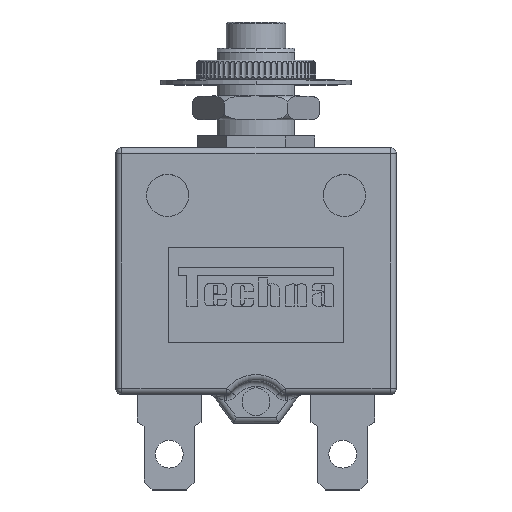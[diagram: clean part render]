
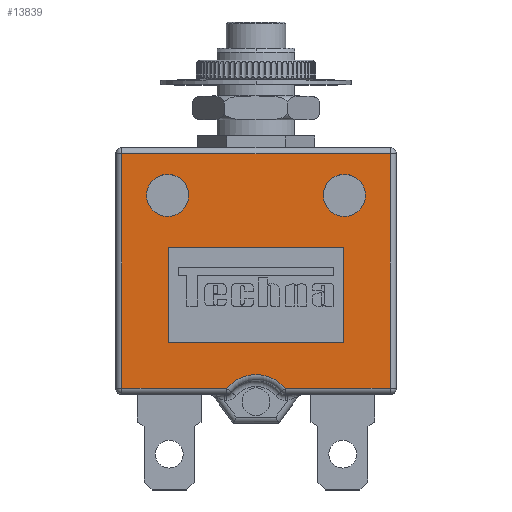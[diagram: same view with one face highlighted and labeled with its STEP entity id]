
A CAD part, top view. The second image highlights one B-rep face of the part: STEP entity #13839.
In plain terms, the highlighted planar face has unit normal (0, 0, 1).
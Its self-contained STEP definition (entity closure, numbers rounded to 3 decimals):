
#133 = DIRECTION ( 'NONE',  ( 0., 0., -1. ) ) ;
#144 = ORIENTED_EDGE ( 'NONE', *, *, #24525, .T. ) ;
#1464 = VERTEX_POINT ( 'NONE', #53286 ) ;
#1480 = CARTESIAN_POINT ( 'NONE',  ( 16.86, 15.5, 7.25 ) ) ;
#2840 = EDGE_CURVE ( 'NONE', #41027, #11043, #25667, .T. ) ;
#3672 = EDGE_CURVE ( 'NONE', #55280, #49706, #43001, .T. ) ;
#4540 = CIRCLE ( 'NONE', #16012, 2.65 ) ;
#4621 = DIRECTION ( 'NONE',  ( 1., 0., 0. ) ) ;
#4816 = LINE ( 'NONE', #41364, #21544 ) ;
#4943 = EDGE_CURVE ( 'NONE', #11043, #41027, #18831, .T. ) ;
#5235 = FACE_BOUND ( 'NONE', #36056, .T. ) ;
#5322 = DIRECTION ( 'NONE',  ( 1., 0., 0. ) ) ;
#5358 = EDGE_CURVE ( 'NONE', #50947, #49766, #58190, .T. ) ;
#6273 = CARTESIAN_POINT ( 'NONE',  ( -17.61, -14.75, 7.25 ) ) ;
#6753 = VERTEX_POINT ( 'NONE', #46839 ) ;
#8534 = ORIENTED_EDGE ( 'NONE', *, *, #47914, .F. ) ;
#8618 = DIRECTION ( 'NONE',  ( 1., 0., 0. ) ) ;
#9884 = DIRECTION ( 'NONE',  ( 1., 0., 0. ) ) ;
#9889 = DIRECTION ( 'NONE',  ( 0., 1., 0. ) ) ;
#9960 = CARTESIAN_POINT ( 'NONE',  ( -8.46, 9.5, 7.25 ) ) ;
#11043 = VERTEX_POINT ( 'NONE', #48575 ) ;
#13390 = CARTESIAN_POINT ( 'NONE',  ( 11., 3., 7.25 ) ) ;
#13668 = CARTESIAN_POINT ( 'NONE',  ( -17.61, 3., 7.25 ) ) ;
#13839 = ADVANCED_FACE ( 'NONE', ( #14224, #36413, #5235, #54695 ), #58605, .T. ) ;
#14006 = DIRECTION ( 'NONE',  ( 0., 0., -1. ) ) ;
#14171 = CARTESIAN_POINT ( 'NONE',  ( -16.86, 14.75, 7.25 ) ) ;
#14224 = FACE_OUTER_BOUND ( 'NONE', #45781, .T. ) ;
#14912 = ORIENTED_EDGE ( 'NONE', *, *, #26901, .T. ) ;
#14951 = LINE ( 'NONE', #6273, #56797 ) ;
#15533 = ORIENTED_EDGE ( 'NONE', *, *, #2840, .T. ) ;
#15569 = VERTEX_POINT ( 'NONE', #14171 ) ;
#15722 = VECTOR ( 'NONE', #39817, 1000. ) ;
#16012 = AXIS2_PLACEMENT_3D ( 'NONE', #36779, #14006, #5322 ) ;
#17354 = ORIENTED_EDGE ( 'NONE', *, *, #19750, .T. ) ;
#17709 = CARTESIAN_POINT ( 'NONE',  ( -11.11, 9.5, 7.25 ) ) ;
#17905 = ORIENTED_EDGE ( 'NONE', *, *, #4943, .T. ) ;
#18016 = DIRECTION ( 'NONE',  ( 1., 0., 0. ) ) ;
#18583 = EDGE_LOOP ( 'NONE', ( #17354, #14912 ) ) ;
#18831 = CIRCLE ( 'NONE', #52325, 2.65 ) ;
#19483 = LINE ( 'NONE', #20356, #42502 ) ;
#19691 = VERTEX_POINT ( 'NONE', #53596 ) ;
#19750 = EDGE_CURVE ( 'NONE', #47538, #27623, #4540, .T. ) ;
#20356 = CARTESIAN_POINT ( 'NONE',  ( 11., 15.5, 7.25 ) ) ;
#21544 = VECTOR ( 'NONE', #55147, 1000. ) ;
#22578 = CARTESIAN_POINT ( 'NONE',  ( 13.76, 9.5, 7.25 ) ) ;
#23073 = VERTEX_POINT ( 'NONE', #31120 ) ;
#23152 = EDGE_CURVE ( 'NONE', #15569, #1464, #40773, .T. ) ;
#23306 = EDGE_CURVE ( 'NONE', #40525, #50947, #19483, .T. ) ;
#23347 = EDGE_LOOP ( 'NONE', ( #15533, #17905 ) ) ;
#24174 = LINE ( 'NONE', #1480, #15722 ) ;
#24347 = DIRECTION ( 'NONE',  ( -1., 0., 0. ) ) ;
#24525 = EDGE_CURVE ( 'NONE', #49766, #19691, #4816, .T. ) ;
#24650 = CARTESIAN_POINT ( 'NONE',  ( -17.61, -14.75, 7.25 ) ) ;
#24773 = DIRECTION ( 'NONE',  ( 0., 0., -1. ) ) ;
#24875 = ORIENTED_EDGE ( 'NONE', *, *, #23306, .T. ) ;
#25494 = ORIENTED_EDGE ( 'NONE', *, *, #23152, .F. ) ;
#25667 = CIRCLE ( 'NONE', #59226, 2.65 ) ;
#26675 = CARTESIAN_POINT ( 'NONE',  ( -17.61, -9., 7.25 ) ) ;
#26901 = EDGE_CURVE ( 'NONE', #27623, #47538, #45052, .T. ) ;
#27623 = VERTEX_POINT ( 'NONE', #44906 ) ;
#27895 = VECTOR ( 'NONE', #24347, 1000. ) ;
#28537 = DIRECTION ( 'NONE',  ( 1., 0., 0. ) ) ;
#29586 = ORIENTED_EDGE ( 'NONE', *, *, #51968, .T. ) ;
#29662 = DIRECTION ( 'NONE',  ( 0., -1., 0. ) ) ;
#29668 = CARTESIAN_POINT ( 'NONE',  ( 11.11, 9.5, 7.25 ) ) ;
#31120 = CARTESIAN_POINT ( 'NONE',  ( 16.86, -14.75, 7.25 ) ) ;
#32329 = VECTOR ( 'NONE', #8618, 1000. ) ;
#33775 = EDGE_CURVE ( 'NONE', #49706, #15569, #34109, .T. ) ;
#33877 = EDGE_CURVE ( 'NONE', #1464, #23073, #24174, .T. ) ;
#33905 = VECTOR ( 'NONE', #9889, 1000. ) ;
#33976 = VECTOR ( 'NONE', #49481, 1000. ) ;
#34109 = LINE ( 'NONE', #51183, #33905 ) ;
#35074 = DIRECTION ( 'NONE',  ( 0., 0., -1. ) ) ;
#35584 = ORIENTED_EDGE ( 'NONE', *, *, #5358, .T. ) ;
#36000 = DIRECTION ( 'NONE',  ( 0., 0., -1. ) ) ;
#36056 = EDGE_LOOP ( 'NONE', ( #144, #54243, #24875, #35584 ) ) ;
#36381 = CARTESIAN_POINT ( 'NONE',  ( -11., -9., 7.25 ) ) ;
#36413 = FACE_BOUND ( 'NONE', #18583, .T. ) ;
#36779 = CARTESIAN_POINT ( 'NONE',  ( -11.11, 9.5, 7.25 ) ) ;
#39036 = AXIS2_PLACEMENT_3D ( 'NONE', #47591, #24773, #9884 ) ;
#39400 = CARTESIAN_POINT ( 'NONE',  ( -16.86, -14.75, 7.25 ) ) ;
#39817 = DIRECTION ( 'NONE',  ( 0., -1., 0. ) ) ;
#40167 = CARTESIAN_POINT ( 'NONE',  ( -17.61, 14.75, 7.25 ) ) ;
#40525 = VERTEX_POINT ( 'NONE', #13390 ) ;
#40696 = LINE ( 'NONE', #13668, #32329 ) ;
#40773 = LINE ( 'NONE', #40167, #46334 ) ;
#41027 = VERTEX_POINT ( 'NONE', #22578 ) ;
#41364 = CARTESIAN_POINT ( 'NONE',  ( -11., 15.5, 7.25 ) ) ;
#42502 = VECTOR ( 'NONE', #29662, 1000. ) ;
#43001 = LINE ( 'NONE', #24650, #27895 ) ;
#43174 = AXIS2_PLACEMENT_3D ( 'NONE', #46573, #55872, #28537 ) ;
#43797 = ORIENTED_EDGE ( 'NONE', *, *, #33775, .F. ) ;
#44906 = CARTESIAN_POINT ( 'NONE',  ( -13.76, 9.5, 7.25 ) ) ;
#45052 = CIRCLE ( 'NONE', #48831, 2.65 ) ;
#45360 = CARTESIAN_POINT ( 'NONE',  ( 11.11, 9.5, 7.25 ) ) ;
#45781 = EDGE_LOOP ( 'NONE', ( #58400, #25494, #43797, #49372, #29586, #8534 ) ) ;
#46334 = VECTOR ( 'NONE', #57821, 1000. ) ;
#46573 = CARTESIAN_POINT ( 'NONE',  ( -17.61, 15.5, 7.25 ) ) ;
#46839 = CARTESIAN_POINT ( 'NONE',  ( 3.674, -14.75, 7.25 ) ) ;
#47538 = VERTEX_POINT ( 'NONE', #9960 ) ;
#47591 = CARTESIAN_POINT ( 'NONE',  ( 0., -17.761, 7.25 ) ) ;
#47914 = EDGE_CURVE ( 'NONE', #23073, #6753, #14951, .T. ) ;
#48262 = DIRECTION ( 'NONE',  ( 1., 0., 0. ) ) ;
#48575 = CARTESIAN_POINT ( 'NONE',  ( 8.46, 9.5, 7.25 ) ) ;
#48831 = AXIS2_PLACEMENT_3D ( 'NONE', #17709, #36000, #18016 ) ;
#49372 = ORIENTED_EDGE ( 'NONE', *, *, #3672, .F. ) ;
#49481 = DIRECTION ( 'NONE',  ( -1., 0., 0. ) ) ;
#49706 = VERTEX_POINT ( 'NONE', #39400 ) ;
#49766 = VERTEX_POINT ( 'NONE', #36381 ) ;
#50812 = CARTESIAN_POINT ( 'NONE',  ( 11., -9., 7.25 ) ) ;
#50947 = VERTEX_POINT ( 'NONE', #50812 ) ;
#51183 = CARTESIAN_POINT ( 'NONE',  ( -16.86, 15.5, 7.25 ) ) ;
#51487 = DIRECTION ( 'NONE',  ( -1., 0., 0. ) ) ;
#51968 = EDGE_CURVE ( 'NONE', #55280, #6753, #59165, .T. ) ;
#52325 = AXIS2_PLACEMENT_3D ( 'NONE', #45360, #133, #4621 ) ;
#53286 = CARTESIAN_POINT ( 'NONE',  ( 16.86, 14.75, 7.25 ) ) ;
#53596 = CARTESIAN_POINT ( 'NONE',  ( -11., 3., 7.25 ) ) ;
#54243 = ORIENTED_EDGE ( 'NONE', *, *, #56950, .T. ) ;
#54695 = FACE_BOUND ( 'NONE', #23347, .T. ) ;
#55147 = DIRECTION ( 'NONE',  ( 0., 1., 0. ) ) ;
#55280 = VERTEX_POINT ( 'NONE', #56838 ) ;
#55872 = DIRECTION ( 'NONE',  ( 0., 0., 1. ) ) ;
#56797 = VECTOR ( 'NONE', #51487, 1000. ) ;
#56838 = CARTESIAN_POINT ( 'NONE',  ( -3.674, -14.75, 7.25 ) ) ;
#56950 = EDGE_CURVE ( 'NONE', #19691, #40525, #40696, .T. ) ;
#57821 = DIRECTION ( 'NONE',  ( 1., 0., 0. ) ) ;
#58190 = LINE ( 'NONE', #26675, #33976 ) ;
#58400 = ORIENTED_EDGE ( 'NONE', *, *, #33877, .F. ) ;
#58605 = PLANE ( 'NONE',  #43174 ) ;
#59165 = CIRCLE ( 'NONE', #39036, 4.75 ) ;
#59226 = AXIS2_PLACEMENT_3D ( 'NONE', #29668, #35074, #48262 ) ;
